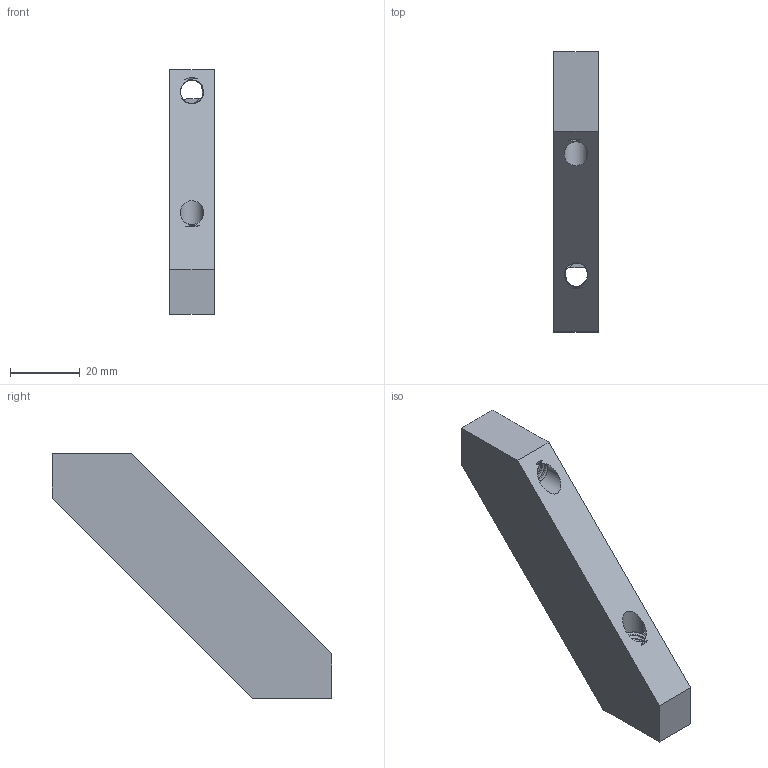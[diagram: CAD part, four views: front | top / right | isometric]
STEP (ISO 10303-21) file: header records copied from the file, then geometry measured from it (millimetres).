
FILE_DESCRIPTION (( 'STEP AP203' ), '1' );
FILE_NAME ('ShockBrace.STEP', '2023-01-31T01:23:48', ( '' ), ( '' ), 'SwSTEP 2.0', 'SolidWorks 2021', '' );
FILE_SCHEMA (( 'CONFIG_CONTROL_DESIGN' ));
Length unit declared in the file: inch
Products named in the file (1): ShockBrace
Bounding box: 12.7 x 80.06 x 70 mm (x, y, z)
Volume: 27035.2 mm3; surface area: 9492.6 mm2
Topology: 1 solids, 1 shells, 104 faces, 302 edges, 198 vertices
Faces by surface type: cylinder 84, plane 12, bspline 8
Entity records: 10791 total; most frequent: CARTESIAN_POINT 8543, ORIENTED_EDGE 604, DIRECTION 308, EDGE_CURVE 302, VERTEX_POINT 198, EDGE_LOOP 110, VECTOR 106, LINE 106
